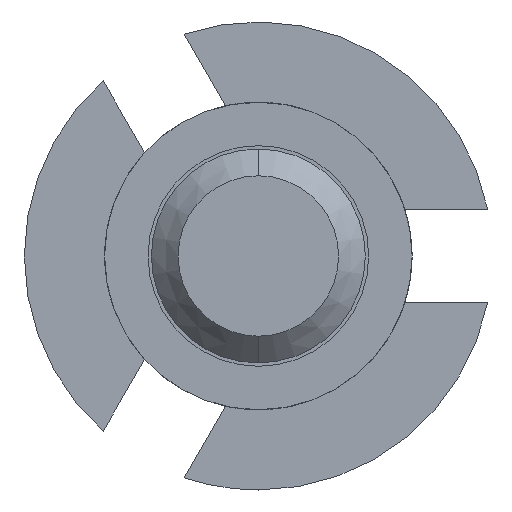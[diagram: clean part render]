
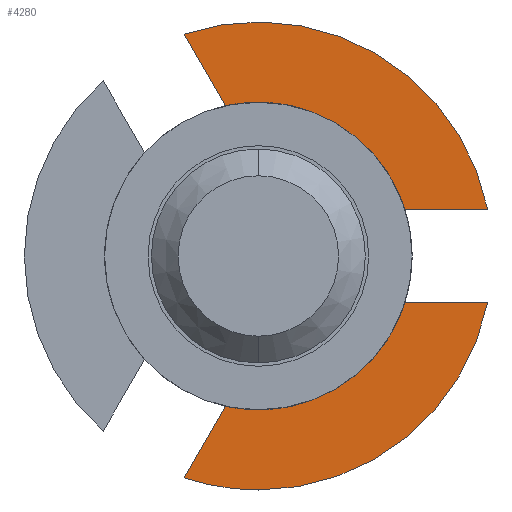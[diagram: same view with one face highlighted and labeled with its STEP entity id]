
A CAD part, front view. The second image highlights one B-rep face of the part: STEP entity #4280.
In plain terms, the highlighted planar face has unit normal (0, -1, 0).
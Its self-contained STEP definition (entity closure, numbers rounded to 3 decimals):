
#3 = DIRECTION ( 'NONE',  ( 1., 0., 0. ) ) ;
#7 = CARTESIAN_POINT ( 'NONE',  ( -0.61, 5.5, 0. ) ) ;
#68 = CARTESIAN_POINT ( 'NONE',  ( -0.554, 5.5, 1.66 ) ) ;
#167 = DIRECTION ( 'NONE',  ( 0., 0., -1. ) ) ;
#269 = VERTEX_POINT ( 'NONE', #774 ) ;
#292 = DIRECTION ( 'NONE',  ( -0.492, 0., 0.87 ) ) ;
#314 = ORIENTED_EDGE ( 'NONE', *, *, #4069, .F. ) ;
#433 = AXIS2_PLACEMENT_3D ( 'NONE', #2725, #582, #3091 ) ;
#539 = DIRECTION ( 'NONE',  ( 0.492, 0., 0.87 ) ) ;
#545 = CIRCLE ( 'NONE', #433, 1.75 ) ;
#574 = VERTEX_POINT ( 'NONE', #4545 ) ;
#582 = DIRECTION ( 'NONE',  ( 0., -1., 0. ) ) ;
#586 = LINE ( 'NONE', #2946, #2362 ) ;
#609 = VERTEX_POINT ( 'NONE', #1283 ) ;
#613 = CARTESIAN_POINT ( 'NONE',  ( 0., 5.5, -0.35 ) ) ;
#618 = DIRECTION ( 'NONE',  ( -0.5, 0., 0.866 ) ) ;
#694 = CARTESIAN_POINT ( 'NONE',  ( 0., 5.5, 0. ) ) ;
#717 = LINE ( 'NONE', #1216, #2628 ) ;
#774 = CARTESIAN_POINT ( 'NONE',  ( 0., 5.5, -1.75 ) ) ;
#857 = CARTESIAN_POINT ( 'NONE',  ( 0.303, 5.5, 0.175 ) ) ;
#886 = VECTOR ( 'NONE', #292, 1000. ) ;
#959 = AXIS2_PLACEMENT_3D ( 'NONE', #962, #3850, #4181 ) ;
#962 = CARTESIAN_POINT ( 'NONE',  ( 0., 5.5, 0. ) ) ;
#964 = ORIENTED_EDGE ( 'NONE', *, *, #1094, .T. ) ;
#1045 = LINE ( 'NONE', #3543, #886 ) ;
#1082 = AXIS2_PLACEMENT_3D ( 'NONE', #694, #2813, #3514 ) ;
#1094 = EDGE_CURVE ( 'Defeature ausgef�hrt4_40+Defeature ausgef�hrt4_33+Defeature ausgef�hrt4_37+Defeature ausgef�hrt4_32', #3393, #269, #545, .T. ) ;
#1216 = CARTESIAN_POINT ( 'NONE',  ( 0., 5.5, 1.078 ) ) ;
#1257 = VERTEX_POINT ( 'NONE', #68 ) ;
#1283 = CARTESIAN_POINT ( 'NONE',  ( 0.8, 5.5, -0.35 ) ) ;
#1306 = CARTESIAN_POINT ( 'NONE',  ( 0., 5.5, -1.078 ) ) ;
#1315 = VERTEX_POINT ( 'NONE', #3661 ) ;
#1419 = VECTOR ( 'NONE', #1680, 1000. ) ;
#1442 = EDGE_CURVE ( 'Defeature ausgef�hrt4_42+Defeature ausgef�hrt4_40+Defeature ausgef�hrt4_41+Defeature ausgef�hrt4_43', #4540, #1315, #2481, .T. ) ;
#1447 = DIRECTION ( 'NONE',  ( 0.492, 0., -0.87 ) ) ;
#1529 = CARTESIAN_POINT ( 'NONE',  ( 0., 5.5, -1.078 ) ) ;
#1567 = LINE ( 'NONE', #2351, #4220 ) ;
#1600 = EDGE_CURVE ( 'Defeature ausgef�hrt4_32+Defeature ausgef�hrt4_40+Defeature ausgef�hrt4_31+Defeature ausgef�hrt4_33', #609, #3213, #3685, .T. ) ;
#1632 = ORIENTED_EDGE ( 'NONE', *, *, #2467, .T. ) ;
#1680 = DIRECTION ( 'NONE',  ( 1., 0., 0. ) ) ;
#1721 = DIRECTION ( 'NONE',  ( -1., 0., 0. ) ) ;
#1738 = VERTEX_POINT ( 'NONE', #1884 ) ;
#1769 = VECTOR ( 'NONE', #1447, 1000. ) ;
#1789 = ORIENTED_EDGE ( 'NONE', *, *, #3770, .F. ) ;
#1814 = ORIENTED_EDGE ( 'NONE', *, *, #3616, .F. ) ;
#1884 = CARTESIAN_POINT ( 'NONE',  ( 1.715, 5.5, 0.35 ) ) ;
#1911 = LINE ( 'NONE', #857, #4185 ) ;
#1953 = FACE_OUTER_BOUND ( 'NONE', #3924, .T. ) ;
#1981 = VECTOR ( 'NONE', #539, 1000. ) ;
#2064 = AXIS2_PLACEMENT_3D ( 'NONE', #3221, #2822, #3 ) ;
#2170 = VECTOR ( 'NONE', #1721, 1000. ) ;
#2219 = VERTEX_POINT ( 'NONE', #2951 ) ;
#2231 = LINE ( 'NONE', #2423, #2170 ) ;
#2351 = CARTESIAN_POINT ( 'NONE',  ( 0.8, 5.5, 0. ) ) ;
#2362 = VECTOR ( 'NONE', #3657, 1000. ) ;
#2419 = EDGE_CURVE ( 'Defeature ausgef�hrt4_36+Defeature ausgef�hrt4_40+Defeature ausgef�hrt4_39+Defeature ausgef�hrt4_29', #2219, #1257, #1911, .T. ) ;
#2423 = CARTESIAN_POINT ( 'NONE',  ( 0., 5.5, 0.35 ) ) ;
#2424 = ORIENTED_EDGE ( 'NONE', *, *, #2757, .F. ) ;
#2437 = CARTESIAN_POINT ( 'NONE',  ( -0.108, 5.5, -0.887 ) ) ;
#2467 = EDGE_CURVE ( 'Defeature ausgef�hrt4_40+Defeature ausgef�hrt4_33+Defeature ausgef�hrt4_37+Defeature ausgef�hrt4_32', #269, #3213, #3334, .T. ) ;
#2481 = LINE ( 'NONE', #1306, #1981 ) ;
#2580 = EDGE_CURVE ( 'Defeature ausgef�hrt4_37+Defeature ausgef�hrt4_40+Defeature ausgef�hrt4_33+Defeature ausgef�hrt4_41', #3393, #3700, #586, .T. ) ;
#2628 = VECTOR ( 'NONE', #4423, 1000. ) ;
#2709 = ORIENTED_EDGE ( 'NONE', *, *, #4163, .T. ) ;
#2725 = CARTESIAN_POINT ( 'NONE',  ( 0., 5.5, 0. ) ) ;
#2757 = EDGE_CURVE ( 'Defeature ausgef�hrt4_39+Defeature ausgef�hrt4_40+Defeature ausgef�hrt4_43+Defeature ausgef�hrt4_36', #574, #2219, #717, .T. ) ;
#2813 = DIRECTION ( 'NONE',  ( 0., -1., 0. ) ) ;
#2822 = DIRECTION ( 'NONE',  ( 0., -1., 0. ) ) ;
#2844 = LINE ( 'NONE', #7, #1769 ) ;
#2898 = ORIENTED_EDGE ( 'NONE', *, *, #1442, .F. ) ;
#2946 = CARTESIAN_POINT ( 'NONE',  ( 0.303, 5.5, -0.175 ) ) ;
#2951 = CARTESIAN_POINT ( 'NONE',  ( -0.108, 5.5, 0.887 ) ) ;
#3033 = EDGE_CURVE ( 'Defeature ausgef�hrt4_30+Defeature ausgef�hrt4_40+Defeature ausgef�hrt4_29+Defeature ausgef�hrt4_31', #1738, #3236, #2231, .T. ) ;
#3091 = DIRECTION ( 'NONE',  ( 1., 0., 0. ) ) ;
#3127 = ORIENTED_EDGE ( 'NONE', *, *, #2419, .F. ) ;
#3213 = VERTEX_POINT ( 'NONE', #4004 ) ;
#3221 = CARTESIAN_POINT ( 'NONE',  ( 0., 5.5, 0. ) ) ;
#3236 = VERTEX_POINT ( 'NONE', #4353 ) ;
#3334 = CIRCLE ( 'NONE', #1082, 1.75 ) ;
#3393 = VERTEX_POINT ( 'NONE', #3414 ) ;
#3414 = CARTESIAN_POINT ( 'NONE',  ( -0.554, 5.5, -1.66 ) ) ;
#3514 = DIRECTION ( 'NONE',  ( 1., 0., 0. ) ) ;
#3543 = CARTESIAN_POINT ( 'NONE',  ( 0.61, 5.5, 0. ) ) ;
#3551 = PLANE ( 'NONE',  #2064 ) ;
#3616 = EDGE_CURVE ( 'Defeature ausgef�hrt4_43+Defeature ausgef�hrt4_40+Defeature ausgef�hrt4_42+Defeature ausgef�hrt4_39', #1315, #574, #1045, .T. ) ;
#3657 = DIRECTION ( 'NONE',  ( 0.5, 0., 0.866 ) ) ;
#3661 = CARTESIAN_POINT ( 'NONE',  ( 0.61, 5.5, 0. ) ) ;
#3685 = LINE ( 'NONE', #613, #1419 ) ;
#3700 = VERTEX_POINT ( 'NONE', #2437 ) ;
#3770 = EDGE_CURVE ( 'Defeature ausgef�hrt4_41+Defeature ausgef�hrt4_40+Defeature ausgef�hrt4_37+Defeature ausgef�hrt4_42', #3700, #4540, #2844, .T. ) ;
#3850 = DIRECTION ( 'NONE',  ( 0., -1., 0. ) ) ;
#3924 = EDGE_LOOP ( 'NONE', ( #4344, #964, #1632, #4236, #314, #4303, #2709, #3127, #2424, #1814, #2898, #1789 ) ) ;
#4004 = CARTESIAN_POINT ( 'NONE',  ( 1.715, 5.5, -0.35 ) ) ;
#4069 = EDGE_CURVE ( 'Defeature ausgef�hrt4_31+Defeature ausgef�hrt4_40+Defeature ausgef�hrt4_30+Defeature ausgef�hrt4_32', #3236, #609, #1567, .T. ) ;
#4163 = EDGE_CURVE ( 'Defeature ausgef�hrt4_40+Defeature ausgef�hrt4_29+Defeature ausgef�hrt4_30+Defeature ausgef�hrt4_36', #1738, #1257, #4601, .T. ) ;
#4181 = DIRECTION ( 'NONE',  ( 1., 0., 0. ) ) ;
#4185 = VECTOR ( 'NONE', #618, 1000. ) ;
#4220 = VECTOR ( 'NONE', #167, 1000. ) ;
#4236 = ORIENTED_EDGE ( 'NONE', *, *, #1600, .F. ) ;
#4280 = ADVANCED_FACE ( 'Defeature ausgef�hrt4_40', ( #1953 ), #3551, .T. ) ;
#4303 = ORIENTED_EDGE ( 'NONE', *, *, #3033, .F. ) ;
#4344 = ORIENTED_EDGE ( 'NONE', *, *, #2580, .F. ) ;
#4353 = CARTESIAN_POINT ( 'NONE',  ( 0.8, 5.5, 0.35 ) ) ;
#4423 = DIRECTION ( 'NONE',  ( -0.492, 0., -0.87 ) ) ;
#4540 = VERTEX_POINT ( 'NONE', #1529 ) ;
#4545 = CARTESIAN_POINT ( 'NONE',  ( 0., 5.5, 1.078 ) ) ;
#4601 = CIRCLE ( 'NONE', #959, 1.75 ) ;
